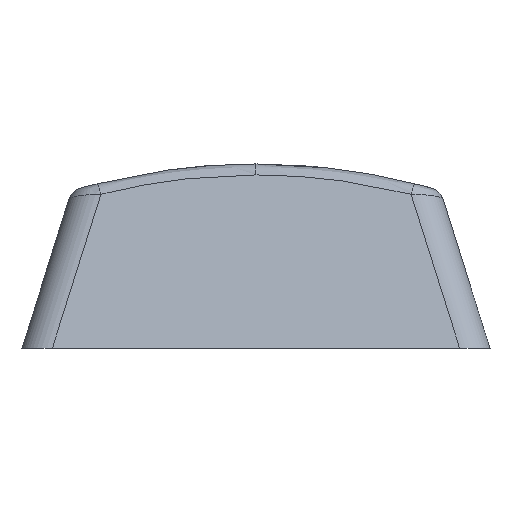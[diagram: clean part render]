
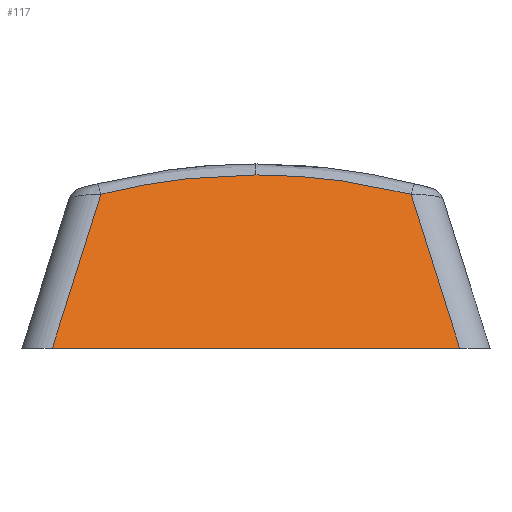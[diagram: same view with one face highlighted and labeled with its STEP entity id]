
A CAD part, left-side view. The second image highlights one B-rep face of the part: STEP entity #117.
In plain terms, the highlighted planar face has unit normal (-0.95, 0, 0.312).
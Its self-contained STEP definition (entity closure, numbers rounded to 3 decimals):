
#68=CARTESIAN_POINT('',(196.516,143.35,2.671));
#69=DIRECTION('',(0.95,0.,-0.312));
#70=DIRECTION('',(-0.312,0.,-0.95));
#71=AXIS2_PLACEMENT_3D('',#68,#69,#70);
#72=PLANE('',#71);
#73=CARTESIAN_POINT('',(195.638,135.388,0.));
#74=VERTEX_POINT('',#73);
#75=CARTESIAN_POINT('',(197.616,137.287,6.014));
#76=VERTEX_POINT('',#75);
#77=CARTESIAN_POINT('',(195.638,135.388,-0.));
#78=DIRECTION('',(0.299,0.287,0.91));
#79=VECTOR('',#78,6.609);
#80=LINE('',#77,#79);
#81=EDGE_CURVE('',#74,#76,#80,.T.);
#82=ORIENTED_EDGE('',*,*,#81,.T.);
#83=CARTESIAN_POINT('',(197.865,143.35,6.77));
#84=VERTEX_POINT('',#83);
#85=CARTESIAN_POINT('',(189.749,143.35,-17.9));
#86=DIRECTION('',(-0.95,-0.,0.312));
#87=DIRECTION('',(0.312,0.,0.95));
#88=AXIS2_PLACEMENT_3D('',#85,#86,#87);
#89=ELLIPSE('',#88,25.971,24.671);
#90=EDGE_CURVE('',#76,#84,#89,.T.);
#91=ORIENTED_EDGE('',*,*,#90,.T.);
#92=CARTESIAN_POINT('',(197.616,149.413,6.014));
#93=VERTEX_POINT('',#92);
#94=CARTESIAN_POINT('',(189.749,143.35,-17.9));
#95=DIRECTION('',(-0.95,-0.,0.312));
#96=DIRECTION('',(0.312,0.,0.95));
#97=AXIS2_PLACEMENT_3D('',#94,#95,#96);
#98=ELLIPSE('',#97,25.971,24.671);
#99=EDGE_CURVE('',#84,#93,#98,.T.);
#100=ORIENTED_EDGE('',*,*,#99,.T.);
#101=CARTESIAN_POINT('',(195.638,151.312,0.));
#102=VERTEX_POINT('',#101);
#103=CARTESIAN_POINT('',(197.616,149.413,6.014));
#104=DIRECTION('',(-0.299,0.287,-0.91));
#105=VECTOR('',#104,6.609);
#106=LINE('',#103,#105);
#107=EDGE_CURVE('',#93,#102,#106,.T.);
#108=ORIENTED_EDGE('',*,*,#107,.T.);
#109=CARTESIAN_POINT('',(195.638,151.312,0.));
#110=DIRECTION('',(-0.,-1.,-0.));
#111=VECTOR('',#110,15.925);
#112=LINE('',#109,#111);
#113=EDGE_CURVE('',#102,#74,#112,.T.);
#114=ORIENTED_EDGE('',*,*,#113,.T.);
#115=EDGE_LOOP('',(#82,#91,#100,#108,#114));
#116=FACE_BOUND('',#115,.T.);
#117=ADVANCED_FACE('',(#116),#72,.F.);
